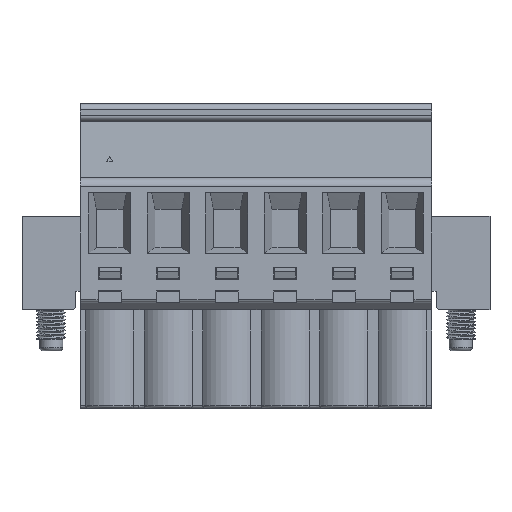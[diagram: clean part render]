
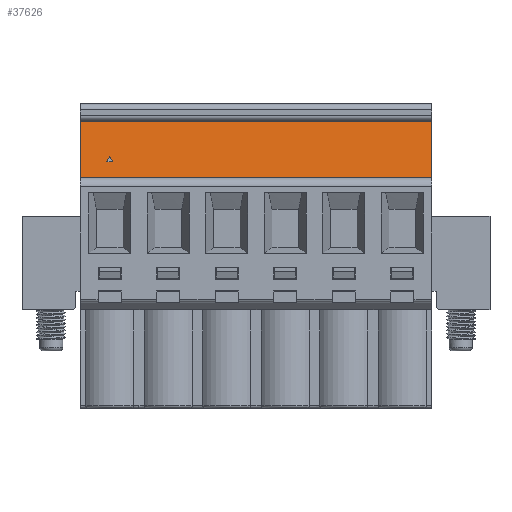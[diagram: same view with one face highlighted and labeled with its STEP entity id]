
A CAD part, top view. The second image highlights one B-rep face of the part: STEP entity #37626.
In plain terms, the highlighted planar face has unit normal (0, 0.144, 0.99).
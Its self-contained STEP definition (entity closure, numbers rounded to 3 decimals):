
#141 = ORIENTED_EDGE ( 'NONE', *, *, #34529, .T. ) ;
#428 = CARTESIAN_POINT ( 'NONE',  ( 6.715, 13.1, 11.963 ) ) ;
#917 = CARTESIAN_POINT ( 'NONE',  ( 0., 24.5, 10.3 ) ) ;
#1281 = EDGE_CURVE ( 'NONE', #22047, #5151, #45699, .T. ) ;
#2398 = VECTOR ( 'NONE', #16366, 1000. ) ;
#5045 = CARTESIAN_POINT ( 'NONE',  ( 0., 19.7, 11. ) ) ;
#5151 = VERTEX_POINT ( 'NONE', #917 ) ;
#5460 = LINE ( 'NONE', #30556, #2398 ) ;
#6169 = EDGE_CURVE ( 'NONE', #31886, #22047, #9098, .T. ) ;
#6198 = ORIENTED_EDGE ( 'NONE', *, *, #23382, .F. ) ;
#8158 = ORIENTED_EDGE ( 'NONE', *, *, #6169, .F. ) ;
#8797 = CARTESIAN_POINT ( 'NONE',  ( 30., 24.5, 10.3 ) ) ;
#9098 = LINE ( 'NONE', #33499, #9171 ) ;
#9171 = VECTOR ( 'NONE', #23568, 1000. ) ;
#10166 = CARTESIAN_POINT ( 'NONE',  ( 30., 21.029, 10.806 ) ) ;
#10979 = VERTEX_POINT ( 'NONE', #41937 ) ;
#11405 = CARTESIAN_POINT ( 'NONE',  ( 30., 24.5, 10.3 ) ) ;
#11520 = DIRECTION ( 'NONE',  ( -0.443, 0.887, -0.129 ) ) ;
#13927 = CARTESIAN_POINT ( 'NONE',  ( 2.5, 21.529, 10.733 ) ) ;
#14866 = LINE ( 'NONE', #428, #22435 ) ;
#15676 = DIRECTION ( 'NONE',  ( -1., 0., 0. ) ) ;
#15743 = ORIENTED_EDGE ( 'NONE', *, *, #37044, .F. ) ;
#16162 = DIRECTION ( 'NONE',  ( 0., 0.99, -0.144 ) ) ;
#16341 = VERTEX_POINT ( 'NONE', #37842 ) ;
#16366 = DIRECTION ( 'NONE',  ( -0.443, -0.887, 0.129 ) ) ;
#17370 = CARTESIAN_POINT ( 'NONE',  ( 0., 24.5, 10.3 ) ) ;
#18291 = AXIS2_PLACEMENT_3D ( 'NONE', #33072, #43201, #46540 ) ;
#19179 = EDGE_LOOP ( 'NONE', ( #8158, #141, #39882, #38907 ) ) ;
#19683 = VERTEX_POINT ( 'NONE', #25841 ) ;
#20627 = LINE ( 'NONE', #10166, #42313 ) ;
#20836 = EDGE_LOOP ( 'NONE', ( #6198, #42208, #15743 ) ) ;
#22047 = VERTEX_POINT ( 'NONE', #5045 ) ;
#22435 = VECTOR ( 'NONE', #11520, 1000. ) ;
#23382 = EDGE_CURVE ( 'NONE', #16341, #40812, #14866, .T. ) ;
#23568 = DIRECTION ( 'NONE',  ( -1., 0., 0. ) ) ;
#25506 = FACE_OUTER_BOUND ( 'NONE', #19179, .T. ) ;
#25607 = CARTESIAN_POINT ( 'NONE',  ( 30., 19.7, 11. ) ) ;
#25841 = CARTESIAN_POINT ( 'NONE',  ( 2.25, 21.029, 10.806 ) ) ;
#28971 = EDGE_CURVE ( 'NONE', #19683, #16341, #20627, .T. ) ;
#30556 = CARTESIAN_POINT ( 'NONE',  ( 9.101, 34.732, 8.808 ) ) ;
#31886 = VERTEX_POINT ( 'NONE', #25607 ) ;
#33072 = CARTESIAN_POINT ( 'NONE',  ( 30., 24.5, 10.3 ) ) ;
#33175 = LINE ( 'NONE', #11405, #37197 ) ;
#33499 = CARTESIAN_POINT ( 'NONE',  ( 30., 19.7, 11. ) ) ;
#34339 = LINE ( 'NONE', #8797, #40055 ) ;
#34529 = EDGE_CURVE ( 'NONE', #31886, #10979, #34339, .T. ) ;
#36384 = VECTOR ( 'NONE', #45462, 1000. ) ;
#37044 = EDGE_CURVE ( 'NONE', #40812, #19683, #5460, .T. ) ;
#37197 = VECTOR ( 'NONE', #15676, 1000. ) ;
#37626 = ADVANCED_FACE ( 'NONE', ( #40379, #25506 ), #39943, .T. ) ;
#37801 = EDGE_CURVE ( 'NONE', #10979, #5151, #33175, .T. ) ;
#37842 = CARTESIAN_POINT ( 'NONE',  ( 2.75, 21.029, 10.806 ) ) ;
#38907 = ORIENTED_EDGE ( 'NONE', *, *, #1281, .F. ) ;
#39044 = DIRECTION ( 'NONE',  ( 1., 0., 0. ) ) ;
#39882 = ORIENTED_EDGE ( 'NONE', *, *, #37801, .T. ) ;
#39943 = PLANE ( 'NONE',  #18291 ) ;
#40055 = VECTOR ( 'NONE', #16162, 1000. ) ;
#40379 = FACE_BOUND ( 'NONE', #20836, .T. ) ;
#40812 = VERTEX_POINT ( 'NONE', #13927 ) ;
#41937 = CARTESIAN_POINT ( 'NONE',  ( 30., 24.5, 10.3 ) ) ;
#42208 = ORIENTED_EDGE ( 'NONE', *, *, #28971, .F. ) ;
#42313 = VECTOR ( 'NONE', #39044, 1000. ) ;
#43201 = DIRECTION ( 'NONE',  ( 0., 0.144, 0.99 ) ) ;
#45462 = DIRECTION ( 'NONE',  ( 0., 0.99, -0.144 ) ) ;
#45699 = LINE ( 'NONE', #17370, #36384 ) ;
#46540 = DIRECTION ( 'NONE',  ( 0., -0.99, 0.144 ) ) ;
